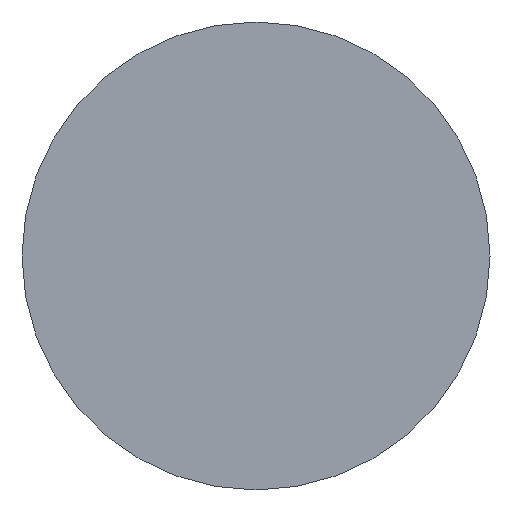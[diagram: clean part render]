
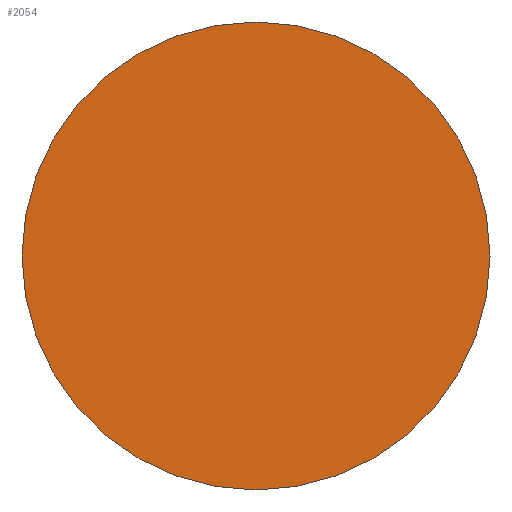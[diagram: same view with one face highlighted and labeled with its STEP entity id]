
A CAD part, top view. The second image highlights one B-rep face of the part: STEP entity #2054.
In plain terms, the highlighted planar face has unit normal (0, 0, 1).
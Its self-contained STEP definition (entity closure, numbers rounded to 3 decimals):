
#485=FACE_OUTER_BOUND('',#618,.T.);
#618=EDGE_LOOP('',(#1520));
#746=CIRCLE('',#2206,29.);
#847=VERTEX_POINT('',#3005);
#1040=EDGE_CURVE('',#847,#847,#746,.T.);
#1520=ORIENTED_EDGE('',*,*,#1040,.F.);
#1974=PLANE('',#2261);
#2054=ADVANCED_FACE('',(#485),#1974,.T.);
#2206=AXIS2_PLACEMENT_3D('',#3007,#2473,#2474);
#2261=AXIS2_PLACEMENT_3D('',#4396,#2655,#2656);
#2473=DIRECTION('center_axis',(0.,0.,-1.));
#2474=DIRECTION('ref_axis',(-1.,0.,0.));
#2655=DIRECTION('center_axis',(0.,0.,1.));
#2656=DIRECTION('ref_axis',(1.,0.,0.));
#3005=CARTESIAN_POINT('',(29.,0.,2.));
#3007=CARTESIAN_POINT('Origin',(0.,0.,2.));
#4396=CARTESIAN_POINT('Origin',(0.,0.,2.));
